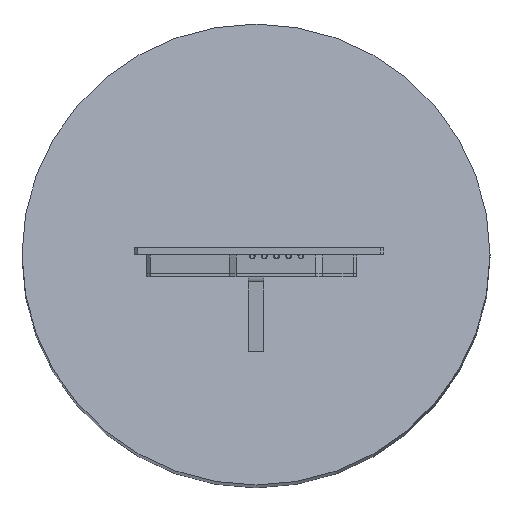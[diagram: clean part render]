
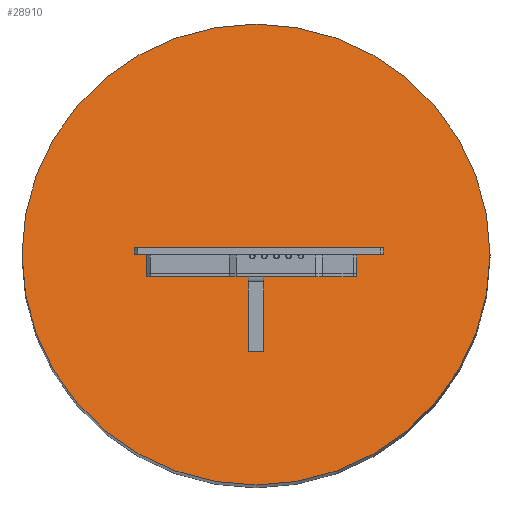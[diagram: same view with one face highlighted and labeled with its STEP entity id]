
A CAD part, left-side view. The second image highlights one B-rep face of the part: STEP entity #28910.
In plain terms, the highlighted face is planar.
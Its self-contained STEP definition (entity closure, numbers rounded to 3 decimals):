
#28832 = CYLINDRICAL_SURFACE('',#28833,141.);
#28833 = AXIS2_PLACEMENT_3D('',#28834,#28835,#28836);
#28834 = CARTESIAN_POINT('',(0.,0.,0.));
#28835 = DIRECTION('',(0.,0.,1.));
#28836 = DIRECTION('',(1.,0.,-0.));
#28857 = VERTEX_POINT('',#28858);
#28858 = CARTESIAN_POINT('',(141.,0.,0.));
#28879 = EDGE_CURVE('',#28857,#28857,#28880,.T.);
#28880 = SURFACE_CURVE('',#28881,(#28886,#28893),.PCURVE_S1.);
#28881 = CIRCLE('',#28882,141.);
#28882 = AXIS2_PLACEMENT_3D('',#28883,#28884,#28885);
#28883 = CARTESIAN_POINT('',(0.,0.,0.));
#28884 = DIRECTION('',(0.,0.,1.));
#28885 = DIRECTION('',(1.,0.,-0.));
#28886 = PCURVE('',#28832,#28887);
#28887 = DEFINITIONAL_REPRESENTATION('',(#28888),#28892);
#28888 = LINE('',#28889,#28890);
#28889 = CARTESIAN_POINT('',(0.,0.));
#28890 = VECTOR('',#28891,1.);
#28891 = DIRECTION('',(1.,0.));
#28892 = ( GEOMETRIC_REPRESENTATION_CONTEXT(2) 
PARAMETRIC_REPRESENTATION_CONTEXT() REPRESENTATION_CONTEXT('2D SPACE',''
  ) );
#28893 = PCURVE('',#28894,#28899);
#28894 = PLANE('',#28895);
#28895 = AXIS2_PLACEMENT_3D('',#28896,#28897,#28898);
#28896 = CARTESIAN_POINT('',(0.,0.,0.));
#28897 = DIRECTION('',(0.,0.,1.));
#28898 = DIRECTION('',(1.,0.,-0.));
#28899 = DEFINITIONAL_REPRESENTATION('',(#28900),#28904);
#28900 = CIRCLE('',#28901,141.);
#28901 = AXIS2_PLACEMENT_2D('',#28902,#28903);
#28902 = CARTESIAN_POINT('',(0.,0.));
#28903 = DIRECTION('',(1.,0.));
#28904 = ( GEOMETRIC_REPRESENTATION_CONTEXT(2) 
PARAMETRIC_REPRESENTATION_CONTEXT() REPRESENTATION_CONTEXT('2D SPACE',''
  ) );
#28910 = ADVANCED_FACE('',(#28911),#28894,.F.);
#28911 = FACE_BOUND('',#28912,.T.);
#28912 = EDGE_LOOP('',(#28913));
#28913 = ORIENTED_EDGE('',*,*,#28879,.F.);
